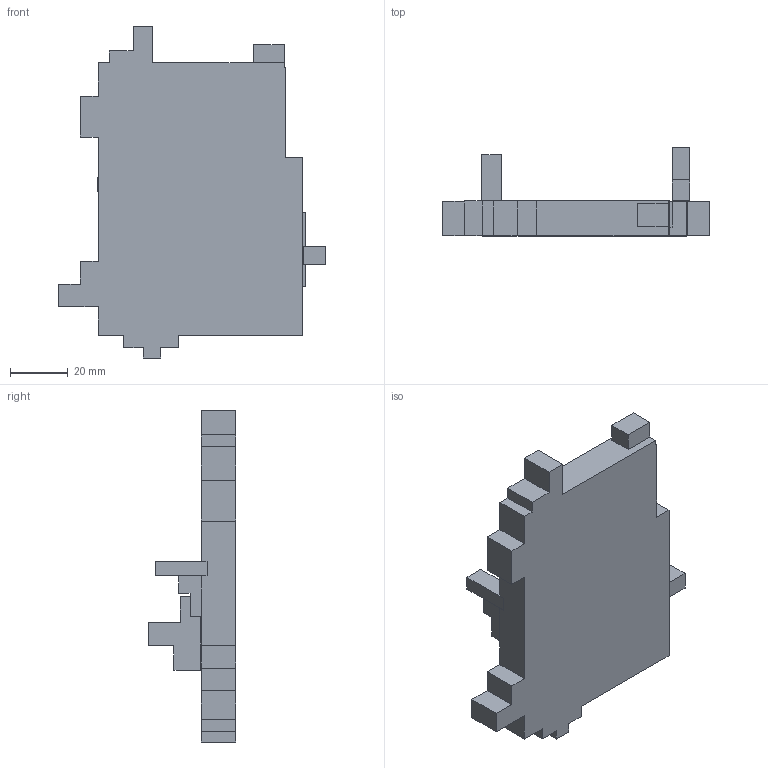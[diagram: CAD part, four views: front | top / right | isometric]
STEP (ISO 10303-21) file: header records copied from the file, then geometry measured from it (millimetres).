
FILE_DESCRIPTION(/* description */ (''),/* implementation_level */ '2;1');
FILE_NAME(/* name */ 'oled breadbord.step',/* time_stamp */ '2025-07-13T13:30:25-07:00',/* author */ (''),/* organization */ (''),/* preprocessor_version */ 'ST-DEVELOPER v20.1',/* originating_system */ 'Autodesk Translation Framework v14.10.0.0',/* authorisation */ '');
FILE_SCHEMA (('AUTOMOTIVE_DESIGN { 1 0 10303 214 3 1 1 }'));
Length unit declared in the file: millimetre
Products named in the file (1): 2025-07-12-22-58-39-267
Bounding box: 92.49 x 30.47 x 115.02 mm (x, y, z)
Volume: 41033.1 mm3; surface area: 23261.3 mm2
Topology: 3 solids, 3 shells, 74 faces, 203 edges, 135 vertices
Faces by surface type: plane 74
Entity records: 2330 total; most frequent: CARTESIAN_POINT 413, ORIENTED_EDGE 406, DIRECTION 353, LINE 203, VECTOR 203, EDGE_CURVE 203, VERTEX_POINT 135, AXIS2_PLACEMENT_3D 75
